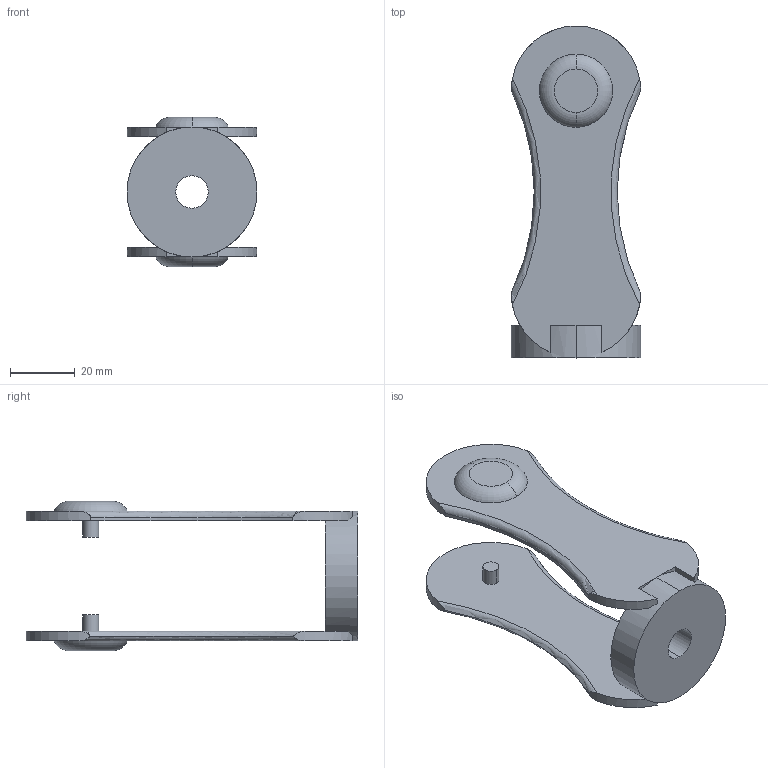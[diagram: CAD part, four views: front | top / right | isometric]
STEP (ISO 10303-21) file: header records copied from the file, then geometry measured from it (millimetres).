
FILE_DESCRIPTION (( 'STEP AP214' ), '1' );
FILE_NAME ('6axis- part4.STEP', '2025-12-14T14:43:31', ( '' ), ( '' ), 'SwSTEP 2.0', 'SolidWorks 2024', '' );
FILE_SCHEMA (( 'AUTOMOTIVE_DESIGN' ));
Length unit declared in the file: millimetre
Products named in the file (1): 6axis- part4
Bounding box: 40 x 102.13 x 46 mm (x, y, z)
Volume: 31303.3 mm3; surface area: 16992.6 mm2
Topology: 1 solids, 1 shells, 45 faces, 113 edges, 74 vertices
Faces by surface type: plane 18, cylinder 16, torus 11
Entity records: 1536 total; most frequent: CARTESIAN_POINT 405, DIRECTION 245, ORIENTED_EDGE 226, EDGE_CURVE 113, AXIS2_PLACEMENT_3D 104, VERTEX_POINT 74, CIRCLE 58, EDGE_LOOP 51
